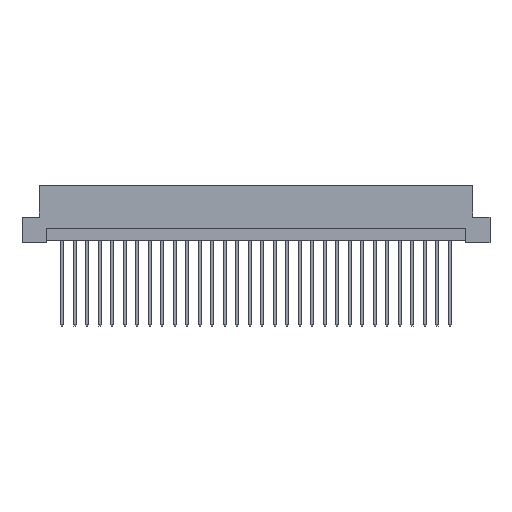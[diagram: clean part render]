
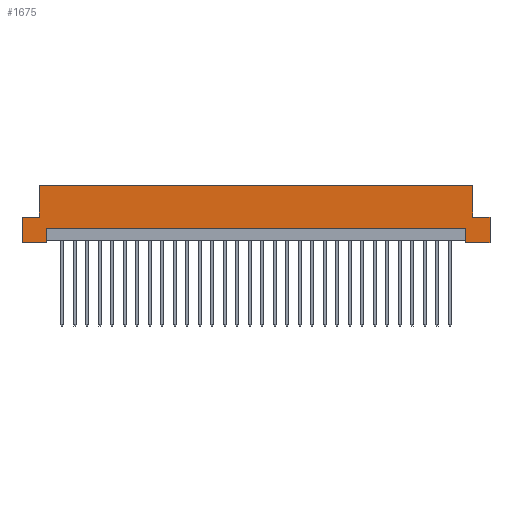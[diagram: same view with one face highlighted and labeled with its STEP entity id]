
A CAD part, front view. The second image highlights one B-rep face of the part: STEP entity #1675.
In plain terms, the highlighted planar face has unit normal (0, -1, 0).
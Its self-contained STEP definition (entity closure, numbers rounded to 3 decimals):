
#6 = CARTESIAN_POINT ( 'NONE',  ( 42.6, 0., 2.9 ) ) ;
#99 = CARTESIAN_POINT ( 'NONE',  ( -42.6, 0., 0.5 ) ) ;
#313 = ORIENTED_EDGE ( 'NONE', *, *, #549, .F. ) ;
#549 = EDGE_CURVE ( 'NONE', #9705, #4794, #5359, .T. ) ;
#616 = ORIENTED_EDGE ( 'NONE', *, *, #16664, .F. ) ;
#617 = CARTESIAN_POINT ( 'NONE',  ( 44., 0., 11.6 ) ) ;
#1117 = EDGE_CURVE ( 'NONE', #11018, #3070, #9808, .T. ) ;
#1225 = CARTESIAN_POINT ( 'NONE',  ( -47.5, 0., 0. ) ) ;
#1232 = DIRECTION ( 'NONE',  ( -1., 0., 0. ) ) ;
#1314 = LINE ( 'NONE', #1225, #15715 ) ;
#1675 = ADVANCED_FACE ( 'NONE', ( #16825 ), #14002, .F. ) ;
#1733 = ORIENTED_EDGE ( 'NONE', *, *, #3449, .F. ) ;
#1743 = LINE ( 'NONE', #12256, #5840 ) ;
#2444 = CARTESIAN_POINT ( 'NONE',  ( -42.6, 0., 0. ) ) ;
#2506 = VECTOR ( 'NONE', #12132, 1000. ) ;
#2578 = CARTESIAN_POINT ( 'NONE',  ( -44., 0., 5.2 ) ) ;
#2609 = CARTESIAN_POINT ( 'NONE',  ( -47.5, 0., 11.6 ) ) ;
#2673 = CARTESIAN_POINT ( 'NONE',  ( 47.5, 0., 5.2 ) ) ;
#2815 = LINE ( 'NONE', #99, #6814 ) ;
#2870 = DIRECTION ( 'NONE',  ( 0., 1., 0. ) ) ;
#2926 = EDGE_CURVE ( 'NONE', #3029, #12617, #6548, .T. ) ;
#2945 = LINE ( 'NONE', #13211, #11443 ) ;
#3015 = VERTEX_POINT ( 'NONE', #3740 ) ;
#3029 = VERTEX_POINT ( 'NONE', #16140 ) ;
#3037 = DIRECTION ( 'NONE',  ( 1., 0., 0. ) ) ;
#3070 = VERTEX_POINT ( 'NONE', #11725 ) ;
#3107 = VECTOR ( 'NONE', #10878, 1000. ) ;
#3270 = LINE ( 'NONE', #10346, #9972 ) ;
#3449 = EDGE_CURVE ( 'NONE', #7307, #11245, #9541, .T. ) ;
#3648 = CARTESIAN_POINT ( 'NONE',  ( -47.5, 0., 0. ) ) ;
#3736 = EDGE_CURVE ( 'NONE', #11018, #12617, #8146, .T. ) ;
#3740 = CARTESIAN_POINT ( 'NONE',  ( -44., 0., 5.2 ) ) ;
#3942 = EDGE_CURVE ( 'NONE', #17372, #3015, #3270, .T. ) ;
#4171 = DIRECTION ( 'NONE',  ( 1., 0., 0. ) ) ;
#4469 = ORIENTED_EDGE ( 'NONE', *, *, #17316, .F. ) ;
#4692 = LINE ( 'NONE', #17603, #7339 ) ;
#4793 = DIRECTION ( 'NONE',  ( 0., 0., -1. ) ) ;
#4794 = VERTEX_POINT ( 'NONE', #5824 ) ;
#5359 = LINE ( 'NONE', #5442, #11993 ) ;
#5442 = CARTESIAN_POINT ( 'NONE',  ( -47.5, 0., 0. ) ) ;
#5601 = EDGE_CURVE ( 'NONE', #11245, #3029, #4692, .T. ) ;
#5692 = EDGE_CURVE ( 'NONE', #7307, #9924, #1743, .T. ) ;
#5824 = CARTESIAN_POINT ( 'NONE',  ( -47.5, 0., 0. ) ) ;
#5840 = VECTOR ( 'NONE', #14975, 1000. ) ;
#6548 = LINE ( 'NONE', #3648, #2506 ) ;
#6722 = VECTOR ( 'NONE', #12701, 1000. ) ;
#6788 = LINE ( 'NONE', #2578, #3107 ) ;
#6814 = VECTOR ( 'NONE', #15536, 1000. ) ;
#6923 = DIRECTION ( 'NONE',  ( 0., 0., 1. ) ) ;
#7307 = VERTEX_POINT ( 'NONE', #14199 ) ;
#7339 = VECTOR ( 'NONE', #4793, 1000. ) ;
#7513 = ORIENTED_EDGE ( 'NONE', *, *, #5692, .T. ) ;
#8146 = LINE ( 'NONE', #17022, #6722 ) ;
#8661 = DIRECTION ( 'NONE',  ( 0., 0., 1. ) ) ;
#9431 = EDGE_CURVE ( 'NONE', #3070, #9705, #2815, .T. ) ;
#9515 = ORIENTED_EDGE ( 'NONE', *, *, #3736, .T. ) ;
#9541 = LINE ( 'NONE', #2673, #11153 ) ;
#9544 = ORIENTED_EDGE ( 'NONE', *, *, #1117, .F. ) ;
#9705 = VERTEX_POINT ( 'NONE', #2444 ) ;
#9808 = LINE ( 'NONE', #6, #14379 ) ;
#9924 = VERTEX_POINT ( 'NONE', #617 ) ;
#9972 = VECTOR ( 'NONE', #16069, 1000. ) ;
#10346 = CARTESIAN_POINT ( 'NONE',  ( -47.5, 0., 5.2 ) ) ;
#10543 = ORIENTED_EDGE ( 'NONE', *, *, #5601, .F. ) ;
#10878 = DIRECTION ( 'NONE',  ( 0., 0., 1. ) ) ;
#10965 = ORIENTED_EDGE ( 'NONE', *, *, #9431, .F. ) ;
#11018 = VERTEX_POINT ( 'NONE', #16878 ) ;
#11153 = VECTOR ( 'NONE', #4171, 1000. ) ;
#11245 = VERTEX_POINT ( 'NONE', #17614 ) ;
#11443 = VECTOR ( 'NONE', #3037, 1000. ) ;
#11725 = CARTESIAN_POINT ( 'NONE',  ( -42.6, 0., 2.9 ) ) ;
#11993 = VECTOR ( 'NONE', #13951, 1000. ) ;
#12003 = VERTEX_POINT ( 'NONE', #17638 ) ;
#12132 = DIRECTION ( 'NONE',  ( -1., 0., 0. ) ) ;
#12256 = CARTESIAN_POINT ( 'NONE',  ( 44., 0., 5.2 ) ) ;
#12315 = EDGE_CURVE ( 'NONE', #12003, #9924, #2945, .T. ) ;
#12617 = VERTEX_POINT ( 'NONE', #15612 ) ;
#12701 = DIRECTION ( 'NONE',  ( 0., 0., -1. ) ) ;
#13211 = CARTESIAN_POINT ( 'NONE',  ( -47.5, 0., 11.6 ) ) ;
#13740 = ORIENTED_EDGE ( 'NONE', *, *, #12315, .F. ) ;
#13951 = DIRECTION ( 'NONE',  ( -1., 0., 0. ) ) ;
#14002 = PLANE ( 'NONE',  #15011 ) ;
#14145 = CARTESIAN_POINT ( 'NONE',  ( -47.5, 0., 5.2 ) ) ;
#14199 = CARTESIAN_POINT ( 'NONE',  ( 44., 0., 5.2 ) ) ;
#14379 = VECTOR ( 'NONE', #1232, 1000. ) ;
#14438 = ORIENTED_EDGE ( 'NONE', *, *, #3942, .F. ) ;
#14975 = DIRECTION ( 'NONE',  ( 0., 0., 1. ) ) ;
#15011 = AXIS2_PLACEMENT_3D ( 'NONE', #2609, #2870, #8661 ) ;
#15536 = DIRECTION ( 'NONE',  ( 0., 0., -1. ) ) ;
#15551 = ORIENTED_EDGE ( 'NONE', *, *, #2926, .F. ) ;
#15612 = CARTESIAN_POINT ( 'NONE',  ( 42.6, 0., 0. ) ) ;
#15715 = VECTOR ( 'NONE', #6923, 1000. ) ;
#16069 = DIRECTION ( 'NONE',  ( 1., 0., 0. ) ) ;
#16140 = CARTESIAN_POINT ( 'NONE',  ( 47.5, 0., 0. ) ) ;
#16664 = EDGE_CURVE ( 'NONE', #4794, #17372, #1314, .T. ) ;
#16825 = FACE_OUTER_BOUND ( 'NONE', #16954, .T. ) ;
#16878 = CARTESIAN_POINT ( 'NONE',  ( 42.6, 0., 2.9 ) ) ;
#16954 = EDGE_LOOP ( 'NONE', ( #9544, #9515, #15551, #10543, #1733, #7513, #13740, #4469, #14438, #616, #313, #10965 ) ) ;
#17022 = CARTESIAN_POINT ( 'NONE',  ( 42.6, 0., 0.5 ) ) ;
#17316 = EDGE_CURVE ( 'NONE', #3015, #12003, #6788, .T. ) ;
#17372 = VERTEX_POINT ( 'NONE', #14145 ) ;
#17603 = CARTESIAN_POINT ( 'NONE',  ( 47.5, 0., 0. ) ) ;
#17614 = CARTESIAN_POINT ( 'NONE',  ( 47.5, 0., 5.2 ) ) ;
#17638 = CARTESIAN_POINT ( 'NONE',  ( -44., 0., 11.6 ) ) ;
